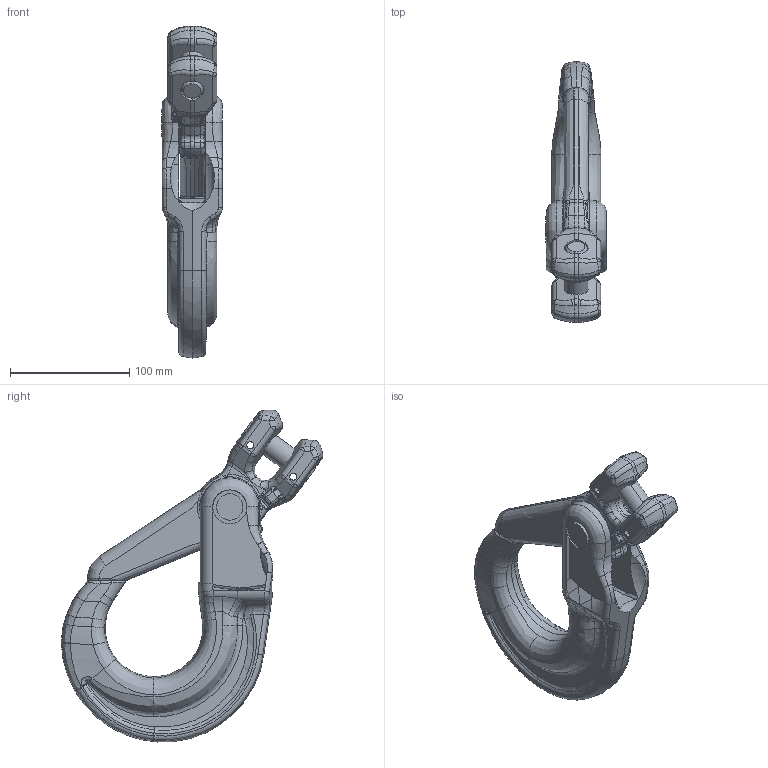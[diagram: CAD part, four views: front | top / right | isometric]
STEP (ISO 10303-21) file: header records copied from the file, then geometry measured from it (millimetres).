
FILE_DESCRIPTION(('CATIA V5 STEP Exchange'),'2;1');
FILE_NAME('X-026-16.stp','2018-10-02T09:35:11+00:00',('none'),('none'),'CATIA Version 5 Release 21 GA (IN-10)','CATIA V5 STEP AP203','none');
FILE_SCHEMA(('CONFIG_CONTROL_DESIGN'));
Products named in the file (1): Product1
Assembly tree (4 placements, depth 2):
  Product1
    #58
    #30959
    #31316
    #57418
Bounding box: 51.21 x 219.5 x 278.75 mm (x, y, z)
Volume: 717508.7 mm3; surface area: 110159.7 mm2
Topology: 4 solids, 4 shells, 599 faces, 1449 edges, 827 vertices
Faces by surface type: bspline 327, cylinder 101, plane 83, cone 36, torus 34, sphere 14, extrusion 4
Entity records: 57503 total; most frequent: CARTESIAN_POINT 46851, ORIENTED_EDGE 2850, EDGE_CURVE 1425, B_SPLINE_CURVE_WITH_KNOTS 983, DIRECTION 936, VERTEX_POINT 827, EDGE_LOOP 606, ADVANCED_FACE 599
